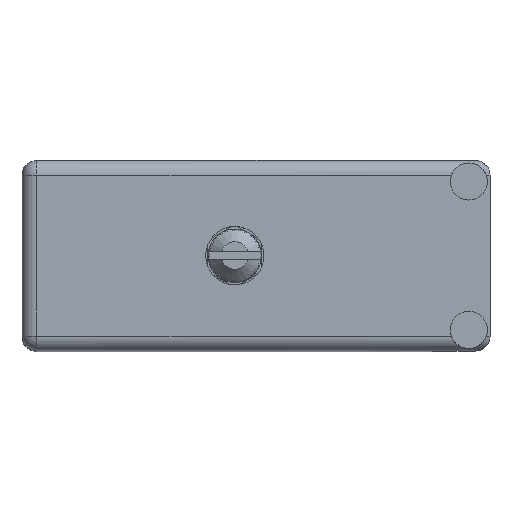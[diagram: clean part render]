
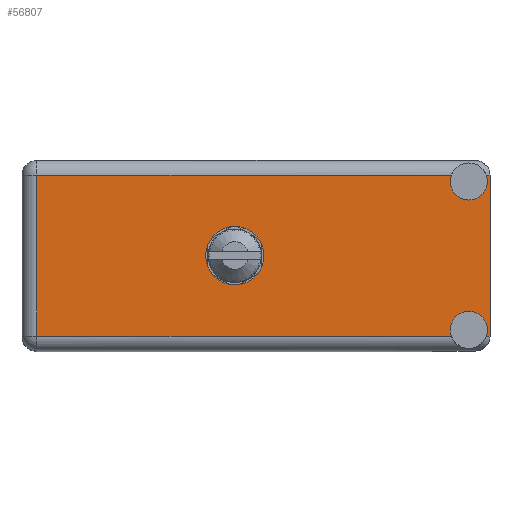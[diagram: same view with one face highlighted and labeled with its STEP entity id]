
A CAD part, top view. The second image highlights one B-rep face of the part: STEP entity #56807.
In plain terms, the highlighted face is planar.
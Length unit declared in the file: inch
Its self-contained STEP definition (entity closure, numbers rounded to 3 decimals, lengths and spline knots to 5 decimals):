
#17 = EDGE_CURVE ( 'NONE', #79693, #66864, #66658, .T. ) ;
#610 = CARTESIAN_POINT ( 'NONE',  ( 1.004, 1.566, -0.4495 ) ) ;
#1620 = VERTEX_POINT ( 'NONE', #15134 ) ;
#3984 = DIRECTION ( 'NONE',  ( -1., 0., 0. ) ) ;
#4050 = DIRECTION ( 'NONE',  ( 0., 1., 0. ) ) ;
#4110 = ORIENTED_EDGE ( 'NONE', *, *, #22975, .T. ) ;
#4414 = DIRECTION ( 'NONE',  ( 0., 1., 0. ) ) ;
#4884 = CARTESIAN_POINT ( 'NONE',  ( 1.004, 1.566, -0.587 ) ) ;
#6010 = EDGE_CURVE ( 'NONE', #55498, #68690, #43610, .T. ) ;
#6571 = ORIENTED_EDGE ( 'NONE', *, *, #69253, .F. ) ;
#8325 = AXIS2_PLACEMENT_3D ( 'NONE', #104465, #33124, #41040 ) ;
#9789 = ORIENTED_EDGE ( 'NONE', *, *, #32471, .T. ) ;
#10617 = CARTESIAN_POINT ( 'NONE',  ( 2.02562, 1.566, -0.07 ) ) ;
#10868 = VERTEX_POINT ( 'NONE', #42665 ) ;
#11581 = AXIS2_PLACEMENT_3D ( 'NONE', #53018, #4414, #91594 ) ;
#12033 = ORIENTED_EDGE ( 'NONE', *, *, #17, .T. ) ;
#14103 = DIRECTION ( 'NONE',  ( 0., 0., 1. ) ) ;
#15134 = CARTESIAN_POINT ( 'NONE',  ( 2.108, 1.566, -0.187 ) ) ;
#16514 = CARTESIAN_POINT ( 'NONE',  ( 2.208, 1.566, -0.07 ) ) ;
#16955 = DIRECTION ( 'NONE',  ( 0., 0., 1. ) ) ;
#19381 = PLANE ( 'NONE',  #104080 ) ;
#19480 = AXIS2_PLACEMENT_3D ( 'NONE', #610, #81448, #34426 ) ;
#20285 = CARTESIAN_POINT ( 'NONE',  ( 2.19038, 1.566, -0.07 ) ) ;
#20765 = CARTESIAN_POINT ( 'NONE',  ( 2.208, 1.566, -0.829 ) ) ;
#22975 = EDGE_CURVE ( 'NONE', #32048, #23032, #76665, .T. ) ;
#23032 = VERTEX_POINT ( 'NONE', #10617 ) ;
#23467 = EDGE_LOOP ( 'NONE', ( #35813, #40612 ) ) ;
#23681 = EDGE_CURVE ( 'NONE', #27647, #91170, #30056, .T. ) ;
#27647 = VERTEX_POINT ( 'NONE', #4884 ) ;
#28158 = CARTESIAN_POINT ( 'NONE',  ( 0., 1.566, -0.829 ) ) ;
#28921 = CARTESIAN_POINT ( 'NONE',  ( 0., 1.566, -0.899 ) ) ;
#30056 = CIRCLE ( 'NONE', #8325, 0.1375 ) ;
#31261 = CIRCLE ( 'NONE', #19480, 0.1375 ) ;
#31499 = ORIENTED_EDGE ( 'NONE', *, *, #64239, .T. ) ;
#32048 = VERTEX_POINT ( 'NONE', #57512 ) ;
#32471 = EDGE_CURVE ( 'NONE', #55498, #10868, #68308, .T. ) ;
#33124 = DIRECTION ( 'NONE',  ( 0., 1., 0. ) ) ;
#34426 = DIRECTION ( 'NONE',  ( 0., 0., 1. ) ) ;
#35255 = CARTESIAN_POINT ( 'NONE',  ( 2.108, 1.566, -0.0995 ) ) ;
#35813 = ORIENTED_EDGE ( 'NONE', *, *, #74388, .F. ) ;
#36282 = DIRECTION ( 'NONE',  ( 0., 0., 1. ) ) ;
#40079 = VECTOR ( 'NONE', #77261, 39.37008 ) ;
#40612 = ORIENTED_EDGE ( 'NONE', *, *, #23681, .F. ) ;
#40939 = EDGE_CURVE ( 'NONE', #10868, #32048, #79068, .T. ) ;
#41040 = DIRECTION ( 'NONE',  ( 0., 0., 1. ) ) ;
#41815 = ORIENTED_EDGE ( 'NONE', *, *, #61629, .F. ) ;
#42665 = CARTESIAN_POINT ( 'NONE',  ( 0.07, 1.566, -0.829 ) ) ;
#43610 = CIRCLE ( 'NONE', #11581, 0.0875 ) ;
#44900 = AXIS2_PLACEMENT_3D ( 'NONE', #56840, #89054, #73211 ) ;
#45012 = CARTESIAN_POINT ( 'NONE',  ( 2.208, 1.566, 0. ) ) ;
#45377 = VECTOR ( 'NONE', #14103, 39.37008 ) ;
#49264 = DIRECTION ( 'NONE',  ( 1., 0., 0. ) ) ;
#50599 = FACE_BOUND ( 'NONE', #23467, .T. ) ;
#51162 = ORIENTED_EDGE ( 'NONE', *, *, #40939, .T. ) ;
#51303 = DIRECTION ( 'NONE',  ( 1., 0., 0. ) ) ;
#52096 = LINE ( 'NONE', #84311, #79208 ) ;
#52147 = CARTESIAN_POINT ( 'NONE',  ( 2.208, 1.566, -0.07 ) ) ;
#52379 = CARTESIAN_POINT ( 'NONE',  ( 2.208, 1.566, -0.07 ) ) ;
#53018 = CARTESIAN_POINT ( 'NONE',  ( 2.108, 1.566, -0.7995 ) ) ;
#54487 = LINE ( 'NONE', #45012, #40079 ) ;
#54687 = VECTOR ( 'NONE', #49264, 39.37008 ) ;
#55498 = VERTEX_POINT ( 'NONE', #82911 ) ;
#56807 = ADVANCED_FACE ( 'NONE', ( #50599, #82804 ), #19381, .T. ) ;
#56840 = CARTESIAN_POINT ( 'NONE',  ( 2.108, 1.566, -0.7995 ) ) ;
#57325 = AXIS2_PLACEMENT_3D ( 'NONE', #35255, #76963, #67487 ) ;
#57512 = CARTESIAN_POINT ( 'NONE',  ( 0.07, 1.566, -0.07 ) ) ;
#57687 = EDGE_CURVE ( 'NONE', #65065, #66864, #54487, .T. ) ;
#59199 = CARTESIAN_POINT ( 'NONE',  ( 2.108, 1.566, -0.712 ) ) ;
#59709 = CARTESIAN_POINT ( 'NONE',  ( 2.108, 1.566, -0.0995 ) ) ;
#61629 = EDGE_CURVE ( 'NONE', #1620, #23032, #85769, .T. ) ;
#64239 = EDGE_CURVE ( 'NONE', #65065, #94000, #52096, .T. ) ;
#65065 = VERTEX_POINT ( 'NONE', #20765 ) ;
#66077 = DIRECTION ( 'NONE',  ( 0., 1., 0. ) ) ;
#66658 = LINE ( 'NONE', #16514, #54687 ) ;
#66864 = VERTEX_POINT ( 'NONE', #52147 ) ;
#67145 = CARTESIAN_POINT ( 'NONE',  ( 1.004, 1.566, -0.312 ) ) ;
#67487 = DIRECTION ( 'NONE',  ( 0., 0., 1. ) ) ;
#68308 = LINE ( 'NONE', #28158, #93858 ) ;
#68690 = VERTEX_POINT ( 'NONE', #59199 ) ;
#69253 = EDGE_CURVE ( 'NONE', #68690, #94000, #97191, .T. ) ;
#73056 = ORIENTED_EDGE ( 'NONE', *, *, #94906, .F. ) ;
#73211 = DIRECTION ( 'NONE',  ( 0., 0., 1. ) ) ;
#74388 = EDGE_CURVE ( 'NONE', #91170, #27647, #31261, .T. ) ;
#76665 = LINE ( 'NONE', #52379, #90086 ) ;
#76963 = DIRECTION ( 'NONE',  ( 0., 1., 0. ) ) ;
#77261 = DIRECTION ( 'NONE',  ( 0., 0., 1. ) ) ;
#78281 = DIRECTION ( 'NONE',  ( -1., 0., 0. ) ) ;
#79068 = LINE ( 'NONE', #102288, #45377 ) ;
#79208 = VECTOR ( 'NONE', #3984, 39.37008 ) ;
#79693 = VERTEX_POINT ( 'NONE', #20285 ) ;
#81448 = DIRECTION ( 'NONE',  ( 0., 1., 0. ) ) ;
#82277 = EDGE_LOOP ( 'NONE', ( #4110, #41815, #73056, #12033, #104127, #31499, #6571, #103422, #9789, #51162 ) ) ;
#82393 = AXIS2_PLACEMENT_3D ( 'NONE', #59709, #66077, #16955 ) ;
#82651 = CIRCLE ( 'NONE', #57325, 0.0875 ) ;
#82804 = FACE_OUTER_BOUND ( 'NONE', #82277, .T. ) ;
#82911 = CARTESIAN_POINT ( 'NONE',  ( 2.02562, 1.566, -0.829 ) ) ;
#84311 = CARTESIAN_POINT ( 'NONE',  ( 0., 1.566, -0.829 ) ) ;
#85769 = CIRCLE ( 'NONE', #82393, 0.0875 ) ;
#89054 = DIRECTION ( 'NONE',  ( 0., 1., 0. ) ) ;
#90086 = VECTOR ( 'NONE', #51303, 39.37008 ) ;
#91170 = VERTEX_POINT ( 'NONE', #67145 ) ;
#91594 = DIRECTION ( 'NONE',  ( 0., 0., 1. ) ) ;
#93858 = VECTOR ( 'NONE', #78281, 39.37008 ) ;
#94000 = VERTEX_POINT ( 'NONE', #94833 ) ;
#94833 = CARTESIAN_POINT ( 'NONE',  ( 2.19038, 1.566, -0.829 ) ) ;
#94906 = EDGE_CURVE ( 'NONE', #79693, #1620, #82651, .T. ) ;
#97191 = CIRCLE ( 'NONE', #44900, 0.0875 ) ;
#102288 = CARTESIAN_POINT ( 'NONE',  ( 0.07, 1.566, -0.899 ) ) ;
#103422 = ORIENTED_EDGE ( 'NONE', *, *, #6010, .F. ) ;
#104080 = AXIS2_PLACEMENT_3D ( 'NONE', #28921, #4050, #36282 ) ;
#104127 = ORIENTED_EDGE ( 'NONE', *, *, #57687, .F. ) ;
#104465 = CARTESIAN_POINT ( 'NONE',  ( 1.004, 1.566, -0.4495 ) ) ;
